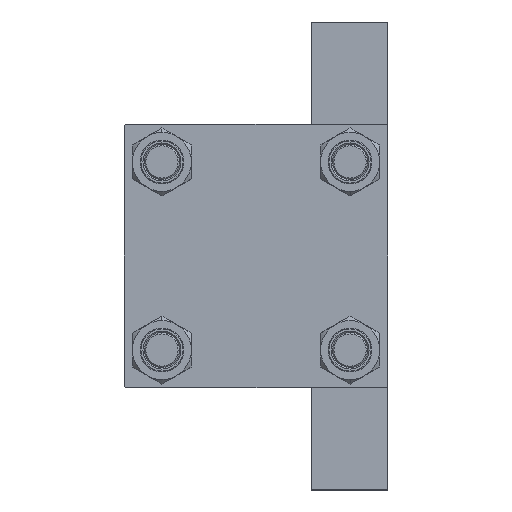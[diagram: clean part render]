
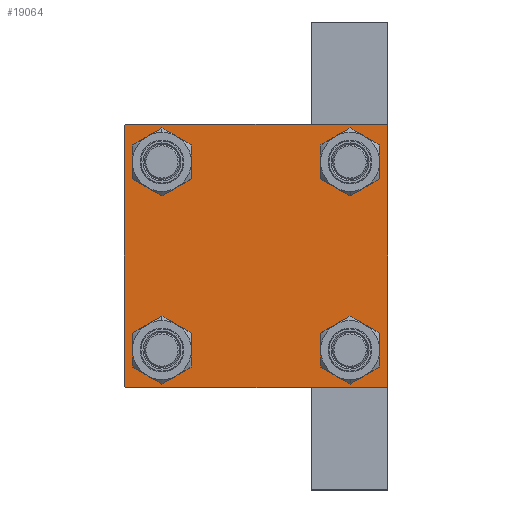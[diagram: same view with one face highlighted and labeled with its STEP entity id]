
A CAD part, left-side view. The second image highlights one B-rep face of the part: STEP entity #19064.
In plain terms, the highlighted planar face has unit normal (-1, 0, 0).
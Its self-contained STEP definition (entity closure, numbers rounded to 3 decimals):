
#38 = CARTESIAN_POINT ( 'NONE',  ( 0., 44.5, -45. ) ) ;
#264 = EDGE_CURVE ( 'NONE', #47260, #26506, #21737, .T. ) ;
#743 = LINE ( 'NONE', #15455, #32600 ) ;
#1204 = CARTESIAN_POINT ( 'NONE',  ( 0., 32.15, -38.65 ) ) ;
#1330 = CARTESIAN_POINT ( 'NONE',  ( 0., 45., 45. ) ) ;
#1625 = DIRECTION ( 'NONE',  ( 0., 0., 1. ) ) ;
#1878 = CARTESIAN_POINT ( 'NONE',  ( 0., -32.15, 38.65 ) ) ;
#3307 = ORIENTED_EDGE ( 'NONE', *, *, #42292, .T. ) ;
#3843 = AXIS2_PLACEMENT_3D ( 'NONE', #20490, #16885, #42654 ) ;
#4201 = VECTOR ( 'NONE', #9714, 1000. ) ;
#4267 = EDGE_CURVE ( 'NONE', #10243, #7519, #4738, .T. ) ;
#4303 = DIRECTION ( 'NONE',  ( 0., 0., 1. ) ) ;
#4738 = LINE ( 'NONE', #30496, #18798 ) ;
#4792 = CARTESIAN_POINT ( 'NONE',  ( 0., -45., -44.5 ) ) ;
#4948 = FACE_BOUND ( 'NONE', #22823, .T. ) ;
#5269 = AXIS2_PLACEMENT_3D ( 'NONE', #21175, #39004, #42859 ) ;
#5917 = EDGE_CURVE ( 'NONE', #8179, #46430, #743, .T. ) ;
#6359 = DIRECTION ( 'NONE',  ( -1., 0., 0. ) ) ;
#6493 = CARTESIAN_POINT ( 'NONE',  ( 0., -44.75, 44.75 ) ) ;
#6974 = LINE ( 'NONE', #6493, #19112 ) ;
#7262 = ORIENTED_EDGE ( 'NONE', *, *, #32790, .T. ) ;
#7519 = VERTEX_POINT ( 'NONE', #38 ) ;
#7566 = CIRCLE ( 'NONE', #5269, 6.5 ) ;
#7907 = CARTESIAN_POINT ( 'NONE',  ( 0., 45., 44.5 ) ) ;
#8179 = VERTEX_POINT ( 'NONE', #18536 ) ;
#8563 = FACE_BOUND ( 'NONE', #9097, .T. ) ;
#8855 = EDGE_CURVE ( 'NONE', #46985, #25153, #24227, .T. ) ;
#9097 = EDGE_LOOP ( 'NONE', ( #11258, #23066 ) ) ;
#9627 = AXIS2_PLACEMENT_3D ( 'NONE', #33528, #33766, #30627 ) ;
#9657 = EDGE_CURVE ( 'NONE', #35130, #15078, #46956, .T. ) ;
#9714 = DIRECTION ( 'NONE',  ( 0., 0., -1. ) ) ;
#9923 = ORIENTED_EDGE ( 'NONE', *, *, #4267, .T. ) ;
#9996 = EDGE_CURVE ( 'NONE', #47352, #34565, #34626, .T. ) ;
#10184 = CARTESIAN_POINT ( 'NONE',  ( 0., 32.15, -25.65 ) ) ;
#10243 = VERTEX_POINT ( 'NONE', #46243 ) ;
#10716 = CARTESIAN_POINT ( 'NONE',  ( 0., 45., 45. ) ) ;
#11258 = ORIENTED_EDGE ( 'NONE', *, *, #37758, .T. ) ;
#12035 = VERTEX_POINT ( 'NONE', #13720 ) ;
#12220 = DIRECTION ( 'NONE',  ( 0., -0.707, -0.707 ) ) ;
#12232 = ORIENTED_EDGE ( 'NONE', *, *, #45630, .T. ) ;
#12293 = EDGE_CURVE ( 'NONE', #8179, #12035, #14791, .T. ) ;
#12949 = CARTESIAN_POINT ( 'NONE',  ( 0., -32.15, -25.65 ) ) ;
#13483 = ORIENTED_EDGE ( 'NONE', *, *, #5917, .T. ) ;
#13595 = DIRECTION ( 'NONE',  ( 0., 0., 1. ) ) ;
#13720 = CARTESIAN_POINT ( 'NONE',  ( 0., -44.5, 45. ) ) ;
#13863 = AXIS2_PLACEMENT_3D ( 'NONE', #39756, #43622, #40243 ) ;
#14791 = LINE ( 'NONE', #10716, #34700 ) ;
#14948 = CARTESIAN_POINT ( 'NONE',  ( 0., -32.15, 25.65 ) ) ;
#15078 = VERTEX_POINT ( 'NONE', #12949 ) ;
#15455 = CARTESIAN_POINT ( 'NONE',  ( 0., 44.75, 44.75 ) ) ;
#16581 = EDGE_CURVE ( 'NONE', #28746, #26506, #45725, .T. ) ;
#16885 = DIRECTION ( 'NONE',  ( 1., 0., 0. ) ) ;
#17193 = CARTESIAN_POINT ( 'NONE',  ( 0., -32.15, 32.15 ) ) ;
#17515 = CARTESIAN_POINT ( 'NONE',  ( 0., 32.15, 25.65 ) ) ;
#18124 = AXIS2_PLACEMENT_3D ( 'NONE', #28500, #6359, #13595 ) ;
#18536 = CARTESIAN_POINT ( 'NONE',  ( 0., 44.5, 45. ) ) ;
#18798 = VECTOR ( 'NONE', #12220, 1000. ) ;
#19042 = CIRCLE ( 'NONE', #45989, 6.5 ) ;
#19064 = ADVANCED_FACE ( 'NONE', ( #45188, #8563, #37948, #4948, #19638 ), #41798, .T. ) ;
#19112 = VECTOR ( 'NONE', #21180, 1000. ) ;
#19118 = VECTOR ( 'NONE', #23266, 1000. ) ;
#19638 = FACE_OUTER_BOUND ( 'NONE', #46865, .T. ) ;
#20140 = CARTESIAN_POINT ( 'NONE',  ( 0., -32.15, -38.65 ) ) ;
#20490 = CARTESIAN_POINT ( 'NONE',  ( 0., -32.15, -32.15 ) ) ;
#20565 = DIRECTION ( 'NONE',  ( 1., 0., 0. ) ) ;
#20645 = EDGE_LOOP ( 'NONE', ( #12232, #36116 ) ) ;
#21175 = CARTESIAN_POINT ( 'NONE',  ( 0., -32.15, 32.15 ) ) ;
#21180 = DIRECTION ( 'NONE',  ( 0., 0.707, 0.707 ) ) ;
#21388 = CIRCLE ( 'NONE', #32195, 6.5 ) ;
#21485 = LINE ( 'NONE', #35702, #44440 ) ;
#21737 = LINE ( 'NONE', #42707, #4201 ) ;
#21767 = DIRECTION ( 'NONE',  ( 0., -1., 0. ) ) ;
#21826 = EDGE_LOOP ( 'NONE', ( #3307, #26988 ) ) ;
#22823 = EDGE_LOOP ( 'NONE', ( #34809, #42102 ) ) ;
#23066 = ORIENTED_EDGE ( 'NONE', *, *, #9657, .T. ) ;
#23266 = DIRECTION ( 'NONE',  ( 0., 0., -1. ) ) ;
#23675 = CARTESIAN_POINT ( 'NONE',  ( 0., 32.15, 38.65 ) ) ;
#24227 = CIRCLE ( 'NONE', #9627, 6.5 ) ;
#24873 = DIRECTION ( 'NONE',  ( 0., 0., 1. ) ) ;
#25071 = ORIENTED_EDGE ( 'NONE', *, *, #264, .F. ) ;
#25153 = VERTEX_POINT ( 'NONE', #10184 ) ;
#25175 = EDGE_CURVE ( 'NONE', #7519, #28746, #21485, .T. ) ;
#25745 = EDGE_CURVE ( 'NONE', #34565, #47352, #21388, .T. ) ;
#25776 = CARTESIAN_POINT ( 'NONE',  ( 0., -44.5, -45. ) ) ;
#26506 = VERTEX_POINT ( 'NONE', #4792 ) ;
#26988 = ORIENTED_EDGE ( 'NONE', *, *, #8855, .T. ) ;
#28374 = AXIS2_PLACEMENT_3D ( 'NONE', #43692, #43207, #24873 ) ;
#28500 = CARTESIAN_POINT ( 'NONE',  ( 0., 0., 0. ) ) ;
#28746 = VERTEX_POINT ( 'NONE', #25776 ) ;
#30178 = ORIENTED_EDGE ( 'NONE', *, *, #25175, .T. ) ;
#30496 = CARTESIAN_POINT ( 'NONE',  ( 0., 44.75, -44.75 ) ) ;
#30627 = DIRECTION ( 'NONE',  ( 0., 0., 1. ) ) ;
#31120 = VECTOR ( 'NONE', #38245, 1000. ) ;
#31199 = ORIENTED_EDGE ( 'NONE', *, *, #12293, .F. ) ;
#32195 = AXIS2_PLACEMENT_3D ( 'NONE', #45022, #33690, #4303 ) ;
#32442 = ORIENTED_EDGE ( 'NONE', *, *, #16581, .T. ) ;
#32600 = VECTOR ( 'NONE', #40504, 1000. ) ;
#32790 = EDGE_CURVE ( 'NONE', #47260, #12035, #6974, .T. ) ;
#33179 = CIRCLE ( 'NONE', #44705, 6.5 ) ;
#33528 = CARTESIAN_POINT ( 'NONE',  ( 0., 32.15, -32.15 ) ) ;
#33690 = DIRECTION ( 'NONE',  ( 1., 0., 0. ) ) ;
#33766 = DIRECTION ( 'NONE',  ( 1., 0., 0. ) ) ;
#34395 = CARTESIAN_POINT ( 'NONE',  ( 0., -45., 44.5 ) ) ;
#34565 = VERTEX_POINT ( 'NONE', #23675 ) ;
#34626 = CIRCLE ( 'NONE', #13863, 6.5 ) ;
#34642 = CARTESIAN_POINT ( 'NONE',  ( 0., 32.15, -32.15 ) ) ;
#34700 = VECTOR ( 'NONE', #21767, 1000. ) ;
#34809 = ORIENTED_EDGE ( 'NONE', *, *, #25745, .T. ) ;
#35130 = VERTEX_POINT ( 'NONE', #20140 ) ;
#35702 = CARTESIAN_POINT ( 'NONE',  ( 0., 45., -45. ) ) ;
#36116 = ORIENTED_EDGE ( 'NONE', *, *, #46230, .T. ) ;
#36124 = VERTEX_POINT ( 'NONE', #1878 ) ;
#37758 = EDGE_CURVE ( 'NONE', #15078, #35130, #46121, .T. ) ;
#37948 = FACE_BOUND ( 'NONE', #21826, .T. ) ;
#38245 = DIRECTION ( 'NONE',  ( 0., -0.707, 0.707 ) ) ;
#39004 = DIRECTION ( 'NONE',  ( 1., 0., 0. ) ) ;
#39756 = CARTESIAN_POINT ( 'NONE',  ( 0., 32.15, 32.15 ) ) ;
#40243 = DIRECTION ( 'NONE',  ( 0., 0., 1. ) ) ;
#40504 = DIRECTION ( 'NONE',  ( 0., 0.707, -0.707 ) ) ;
#41652 = ORIENTED_EDGE ( 'NONE', *, *, #47647, .T. ) ;
#41798 = PLANE ( 'NONE',  #18124 ) ;
#42102 = ORIENTED_EDGE ( 'NONE', *, *, #9996, .T. ) ;
#42292 = EDGE_CURVE ( 'NONE', #25153, #46985, #33179, .T. ) ;
#42654 = DIRECTION ( 'NONE',  ( 0., 0., 1. ) ) ;
#42707 = CARTESIAN_POINT ( 'NONE',  ( 0., -45., 45. ) ) ;
#42859 = DIRECTION ( 'NONE',  ( 0., 0., 1. ) ) ;
#43207 = DIRECTION ( 'NONE',  ( 1., 0., 0. ) ) ;
#43224 = DIRECTION ( 'NONE',  ( 0., 0., 1. ) ) ;
#43622 = DIRECTION ( 'NONE',  ( 1., 0., 0. ) ) ;
#43692 = CARTESIAN_POINT ( 'NONE',  ( 0., -32.15, -32.15 ) ) ;
#44176 = VERTEX_POINT ( 'NONE', #14948 ) ;
#44440 = VECTOR ( 'NONE', #47043, 1000. ) ;
#44705 = AXIS2_PLACEMENT_3D ( 'NONE', #34642, #45508, #1625 ) ;
#44963 = LINE ( 'NONE', #1330, #19118 ) ;
#45022 = CARTESIAN_POINT ( 'NONE',  ( 0., 32.15, 32.15 ) ) ;
#45188 = FACE_BOUND ( 'NONE', #20645, .T. ) ;
#45494 = CARTESIAN_POINT ( 'NONE',  ( 0., -44.75, -44.75 ) ) ;
#45508 = DIRECTION ( 'NONE',  ( 1., 0., 0. ) ) ;
#45630 = EDGE_CURVE ( 'NONE', #36124, #44176, #19042, .T. ) ;
#45725 = LINE ( 'NONE', #45494, #31120 ) ;
#45989 = AXIS2_PLACEMENT_3D ( 'NONE', #17193, #20565, #43224 ) ;
#46121 = CIRCLE ( 'NONE', #28374, 6.5 ) ;
#46230 = EDGE_CURVE ( 'NONE', #44176, #36124, #7566, .T. ) ;
#46243 = CARTESIAN_POINT ( 'NONE',  ( 0., 45., -44.5 ) ) ;
#46430 = VERTEX_POINT ( 'NONE', #7907 ) ;
#46865 = EDGE_LOOP ( 'NONE', ( #41652, #9923, #30178, #32442, #25071, #7262, #31199, #13483 ) ) ;
#46956 = CIRCLE ( 'NONE', #3843, 6.5 ) ;
#46985 = VERTEX_POINT ( 'NONE', #1204 ) ;
#47043 = DIRECTION ( 'NONE',  ( 0., -1., 0. ) ) ;
#47260 = VERTEX_POINT ( 'NONE', #34395 ) ;
#47352 = VERTEX_POINT ( 'NONE', #17515 ) ;
#47647 = EDGE_CURVE ( 'NONE', #46430, #10243, #44963, .T. ) ;
